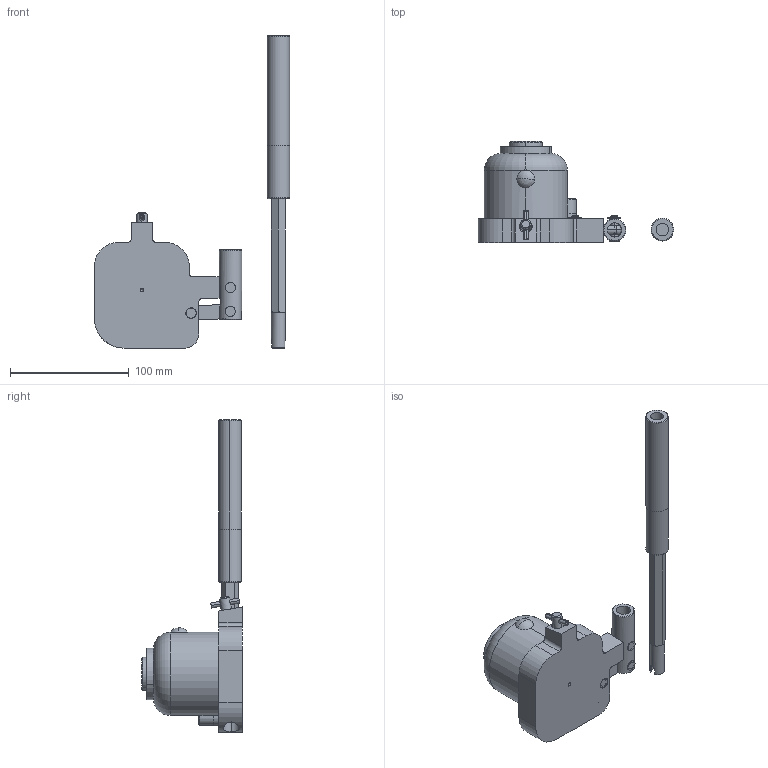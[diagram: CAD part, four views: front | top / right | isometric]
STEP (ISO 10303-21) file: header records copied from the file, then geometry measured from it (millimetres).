
FILE_DESCRIPTION (( 'STEP AP203' ), '1' );
FILE_NAME ('11502.STEP', '2015-04-23T07:26:25', ( 'SF' ), ( '' ), 'SwSTEP 2.0', 'SolidWorks 2013', '' );
FILE_SCHEMA (( 'CONFIG_CONTROL_DESIGN' ));
Length unit declared in the file: millimetre
Products named in the file (1): 11502
Bounding box: 164.5 x 85 x 263 mm (x, y, z)
Volume: 309235 mm3; surface area: 127771.9 mm2
Topology: 28 solids, 28 shells, 691 faces, 1629 edges, 1009 vertices
Faces by surface type: cylinder 301, plane 204, cone 151, torus 33, bspline 2
Entity records: 21808 total; most frequent: CARTESIAN_POINT 5584, DIRECTION 3561, ORIENTED_EDGE 3222, EDGE_CURVE 1611, AXIS2_PLACEMENT_3D 1428, VERTEX_POINT 1009, EDGE_LOOP 782, CIRCLE 738
